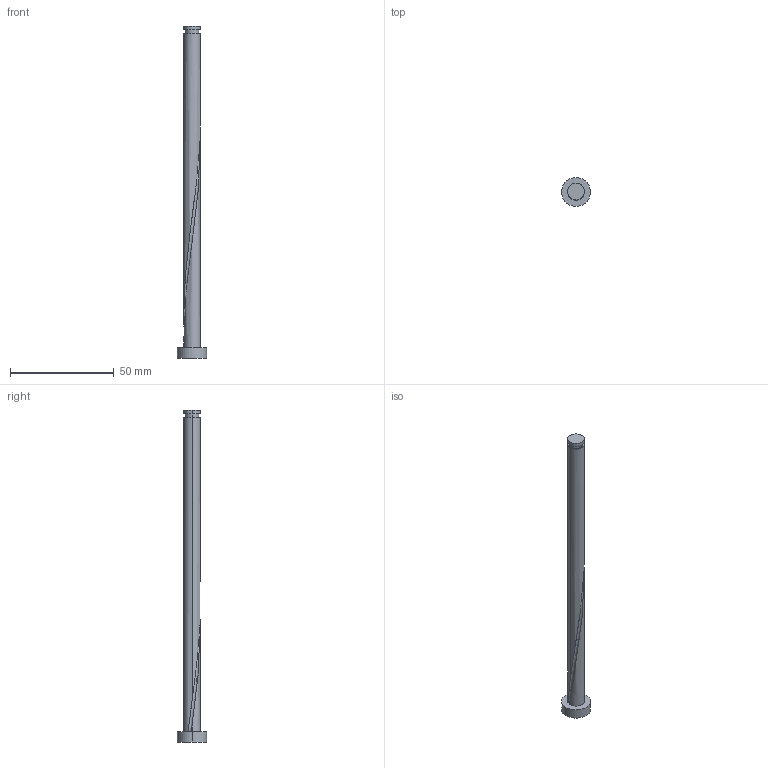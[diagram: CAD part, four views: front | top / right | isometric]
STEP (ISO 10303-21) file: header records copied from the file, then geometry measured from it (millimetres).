
FILE_DESCRIPTION (( 'STEP AP203' ), '1' );
FILE_NAME ('2569.STEP', '2025-03-19T23:55:47', ( '' ), ( '' ), 'SwSTEP 2.0', 'SolidWorks 2019', '' );
FILE_SCHEMA (( 'CONFIG_CONTROL_DESIGN' ));
Length unit declared in the file: millimetre
Products named in the file (1): 2569
Bounding box: 14 x 14 x 160 mm (x, y, z)
Volume: 8380.9 mm3; surface area: 4585.2 mm2
Topology: 1 solids, 1 shells, 16 faces, 40 edges, 27 vertices
Faces by surface type: cylinder 9, plane 5, bspline 2
Full cylindrical faces by diameter (mm): 8 x1
Entity records: 2728 total; most frequent: CARTESIAN_POINT 2273, ORIENTED_EDGE 84, DIRECTION 78, EDGE_CURVE 42, AXIS2_PLACEMENT_3D 34, VERTEX_POINT 29, CIRCLE 19, EDGE_LOOP 19
